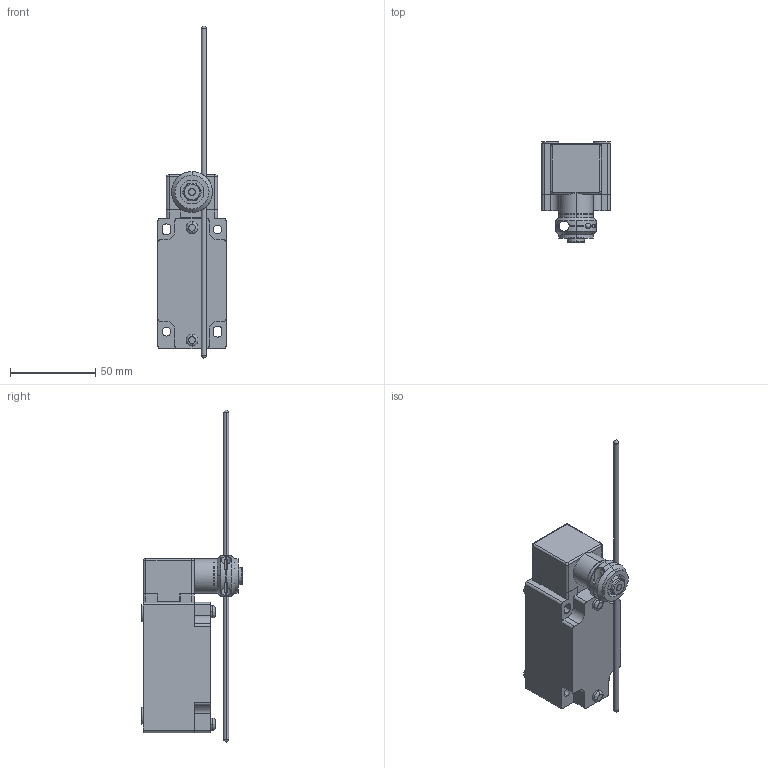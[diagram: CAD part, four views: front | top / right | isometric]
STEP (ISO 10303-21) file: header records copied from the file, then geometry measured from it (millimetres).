
FILE_DESCRIPTION (( 'STEP AP214' ), '1' );
FILE_NAME ('ABM5E71Z11.step', '2017-12-19T21:04:47', ( '' ), ( '' ), 'SwSTEP 2.0', 'SolidWorks 2017', '' );
FILE_SCHEMA (( 'AUTOMOTIVE_DESIGN' ));
Length unit declared in the file: inch
Products named in the file (1): ABM5E71Z11
Bounding box: 40 x 59.3 x 195 mm (x, y, z)
Volume: 141622 mm3; surface area: 29599.1 mm2
Topology: 5 solids, 5 shells, 238 faces, 628 edges, 405 vertices
Faces by surface type: plane 116, cylinder 89, cone 21, bspline 8, torus 4
Entity records: 9552 total; most frequent: CARTESIAN_POINT 1682, DIRECTION 1297, ORIENTED_EDGE 1248, EDGE_CURVE 624, AXIS2_PLACEMENT_3D 482, VERTEX_POINT 405, LINE 333, VECTOR 333
